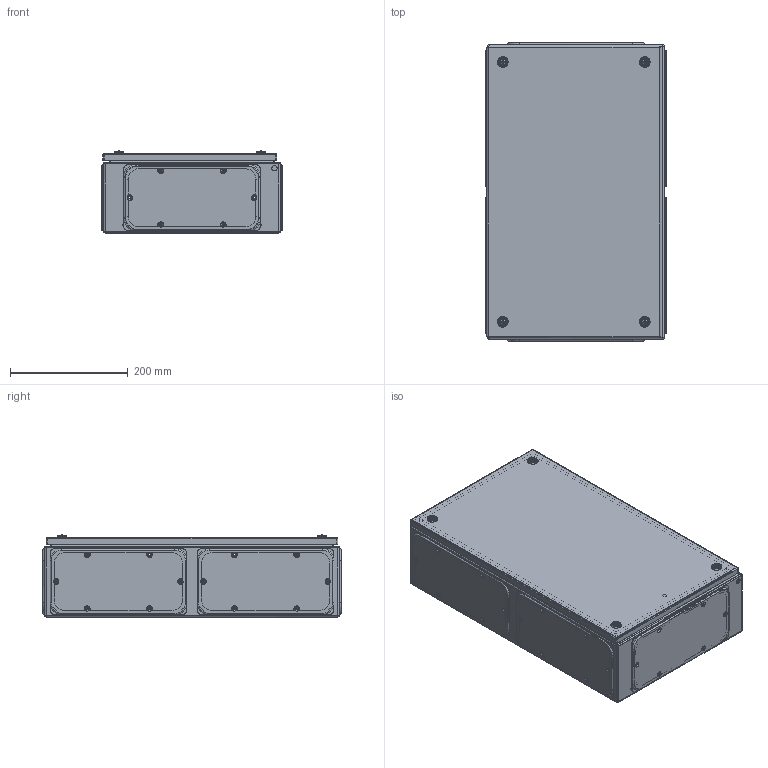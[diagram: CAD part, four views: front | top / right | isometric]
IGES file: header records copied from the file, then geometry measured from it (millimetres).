
Global section: file name: EXA5030135.igs; preprocessor: I-DEAS 3D IGES Translator 13; date: 20130826.131247; units: millimetre
Bounding box: 307 x 506.4 x 139.29 mm (x, y, z)
Volume: 1160981.9 mm3; surface area: 1549332.4 mm2
Topology: 14 solids, 14 shells, 1530 faces, 3883 edges, 2329 vertices
Faces by surface type: bspline 1530
